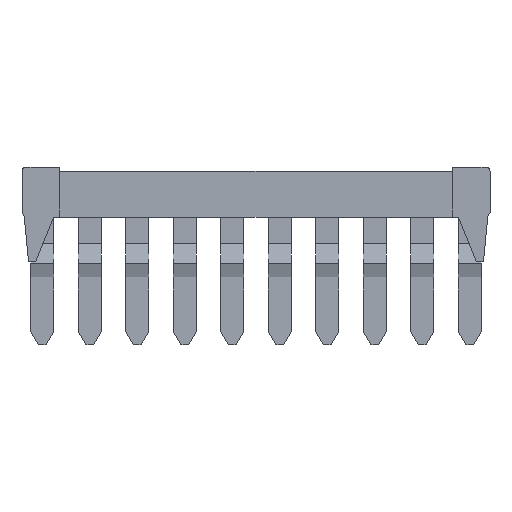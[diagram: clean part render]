
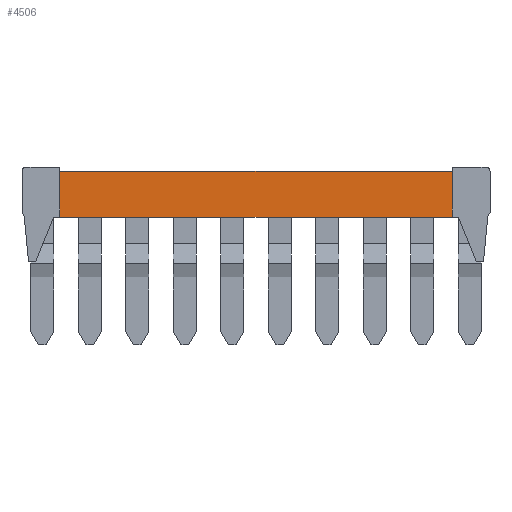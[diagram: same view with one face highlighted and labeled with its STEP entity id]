
A CAD part, top view. The second image highlights one B-rep face of the part: STEP entity #4506.
In plain terms, the highlighted planar face has unit normal (0, 0, 1).
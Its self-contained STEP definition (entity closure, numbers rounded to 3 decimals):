
#113=DIRECTION('',(0.,-1.,0.));
#114=VECTOR('',#113,5.9);
#115=CARTESIAN_POINT('',(2.25,3.65,1.4));
#116=LINE('',#115,#114);
#133=DIRECTION('',(-1.,0.,0.));
#134=VECTOR('',#133,50.4);
#135=CARTESIAN_POINT('',(52.65,3.65,1.4));
#136=LINE('',#135,#134);
#313=DIRECTION('',(-1.,0.,0.));
#314=VECTOR('',#313,50.4);
#315=CARTESIAN_POINT('',(52.65,-2.25,1.4));
#316=LINE('',#315,#314);
#1551=DIRECTION('',(0.,-1.,0.));
#1552=VECTOR('',#1551,5.9);
#1553=CARTESIAN_POINT('',(52.65,3.65,1.4));
#1554=LINE('',#1553,#1552);
#1872=CARTESIAN_POINT('',(52.65,-2.25,1.4));
#1874=VERTEX_POINT('',#1872);
#1875=CARTESIAN_POINT('',(2.25,-2.25,1.4));
#1876=VERTEX_POINT('',#1875);
#1883=CARTESIAN_POINT('',(52.65,3.65,1.4));
#1884=CARTESIAN_POINT('',(2.25,3.65,1.4));
#1885=VERTEX_POINT('',#1883);
#1886=VERTEX_POINT('',#1884);
#4495=CARTESIAN_POINT('',(52.65,4.15,1.4));
#4496=DIRECTION('',(0.,0.,-1.));
#4497=DIRECTION('',(-1.,0.,0.));
#4498=AXIS2_PLACEMENT_3D('',#4495,#4496,#4497);
#4499=PLANE('',#4498);
#4500=ORIENTED_EDGE('',*,*,#2517,.T.);
#4501=ORIENTED_EDGE('',*,*,#2442,.F.);
#4502=ORIENTED_EDGE('',*,*,#2467,.F.);
#4503=ORIENTED_EDGE('',*,*,#4484,.T.);
#4504=EDGE_LOOP('',(#4500,#4501,#4502,#4503));
#4505=FACE_OUTER_BOUND('',#4504,.F.);
#4506=ADVANCED_FACE('',(#4505),#4499,.F.);
#2442=EDGE_CURVE('',#1886,#1876,#116,.T.);
#2467=EDGE_CURVE('',#1885,#1886,#136,.T.);
#2517=EDGE_CURVE('',#1874,#1876,#316,.T.);
#4484=EDGE_CURVE('',#1885,#1874,#1554,.T.);
